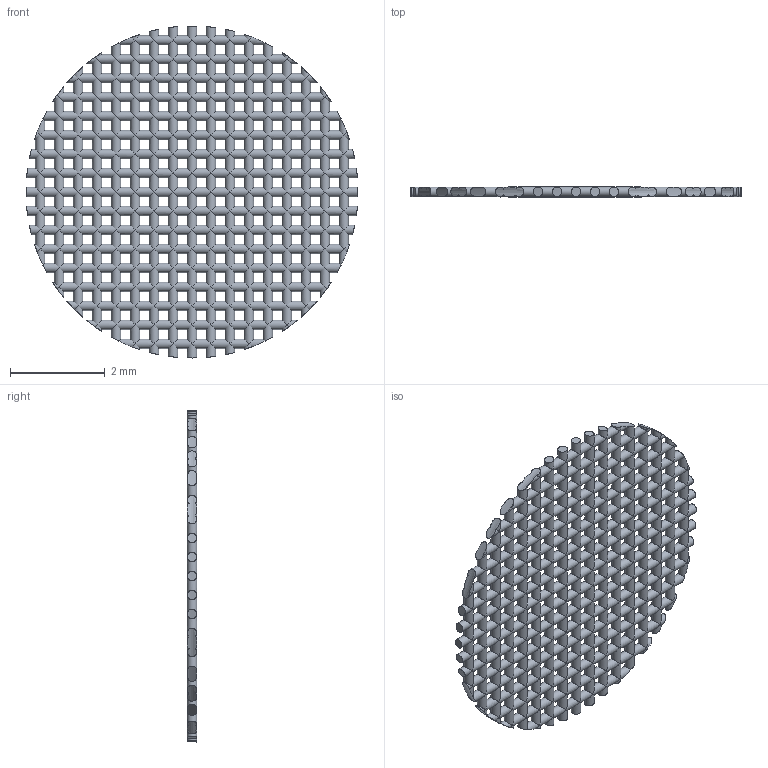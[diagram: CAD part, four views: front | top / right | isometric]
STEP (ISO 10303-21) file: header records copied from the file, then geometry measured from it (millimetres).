
FILE_DESCRIPTION(/* description */ (''),/* implementation_level */ '2;1');
FILE_NAME(/* name */ '7 mm dia. mesh.step',/* time_stamp */ '2022-10-12T09:06:53-04:00',/* author */ (''),/* organization */ (''),/* preprocessor_version */ 'ST-DEVELOPER v19',/* originating_system */ 'Autodesk Translation Framework v11.7.0.108',/* authorisation */ '');
FILE_SCHEMA (('AUTOMOTIVE_DESIGN { 1 0 10303 214 3 1 1 }'));
Length unit declared in the file: millimetre
Products named in the file (1): 7 mm dia. mesh
Bounding box: 7 x 0.2 x 7 mm (x, y, z)
Volume: 4.7 mm3; surface area: 84.6 mm2
Topology: 1 solids, 1 shells, 556 faces, 2290 edges, 1304 vertices
Faces by surface type: cylinder 556
Full cylindrical faces by diameter (mm): 0.2 x476
Entity records: 26413 total; most frequent: CARTESIAN_POINT 5983, DIRECTION 4978, ORIENTED_EDGE 4580, EDGE_CURVE 2290, AXIS2_PLACEMENT_3D 2251, ELLIPSE 1694, VERTEX_POINT 1304, FACE_OUTER_BOUND 556
